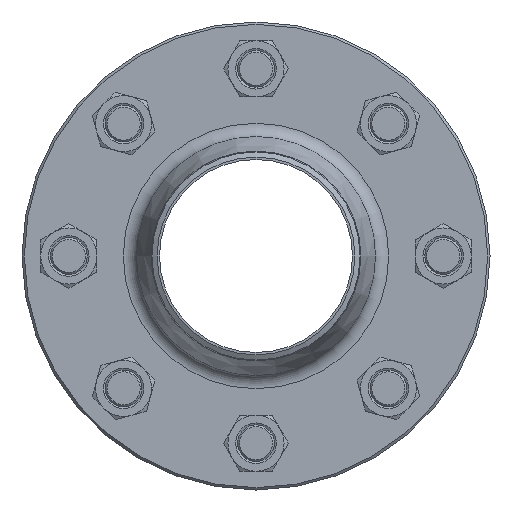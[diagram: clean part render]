
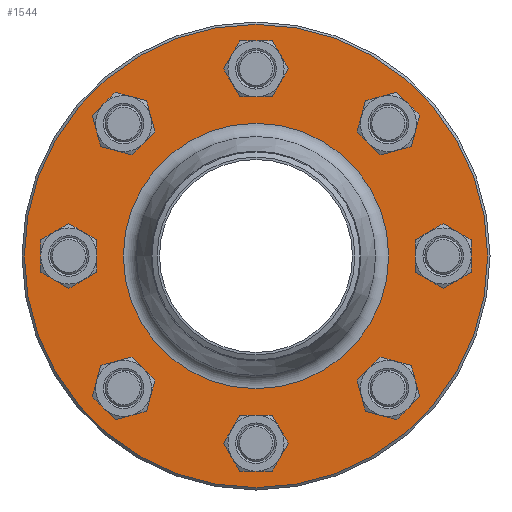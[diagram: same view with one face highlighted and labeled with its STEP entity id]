
A CAD part, left-side view. The second image highlights one B-rep face of the part: STEP entity #1544.
In plain terms, the highlighted planar face has unit normal (-1, 0, 0).
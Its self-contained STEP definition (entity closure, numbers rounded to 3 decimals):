
#1109=FACE_BOUND('',#2549,.T.);
#1110=FACE_BOUND('',#2550,.T.);
#1111=FACE_BOUND('',#2551,.T.);
#1112=FACE_BOUND('',#2552,.T.);
#1113=FACE_BOUND('',#2553,.T.);
#1114=FACE_BOUND('',#2554,.T.);
#1115=FACE_BOUND('',#2555,.T.);
#1116=FACE_BOUND('',#2556,.T.);
#1117=FACE_BOUND('',#2557,.T.);
#1118=FACE_BOUND('',#2558,.T.);
#1544=ADVANCED_FACE('',(#1109,#1110,#1111,#1112,#1113,#1114,#1115,#1116,
#1117,#1118),#2030,.F.);
#2030=PLANE('',#6781);
#2549=EDGE_LOOP('',(#3317));
#2550=EDGE_LOOP('',(#3318));
#2551=EDGE_LOOP('',(#3319));
#2552=EDGE_LOOP('',(#3320));
#2553=EDGE_LOOP('',(#3321));
#2554=EDGE_LOOP('',(#3322));
#2555=EDGE_LOOP('',(#3323));
#2556=EDGE_LOOP('',(#3324));
#2557=EDGE_LOOP('',(#3325));
#2558=EDGE_LOOP('',(#3326));
#3317=ORIENTED_EDGE('',*,*,#5507,.T.);
#3318=ORIENTED_EDGE('',*,*,#5508,.T.);
#3319=ORIENTED_EDGE('',*,*,#5509,.T.);
#3320=ORIENTED_EDGE('',*,*,#5510,.T.);
#3321=ORIENTED_EDGE('',*,*,#5511,.T.);
#3322=ORIENTED_EDGE('',*,*,#5512,.T.);
#3323=ORIENTED_EDGE('',*,*,#5513,.T.);
#3324=ORIENTED_EDGE('',*,*,#5514,.T.);
#3325=ORIENTED_EDGE('',*,*,#5515,.T.);
#3326=ORIENTED_EDGE('',*,*,#5506,.T.);
#4940=VERTEX_POINT('',#9797);
#4941=VERTEX_POINT('',#9800);
#4942=VERTEX_POINT('',#9802);
#4943=VERTEX_POINT('',#9804);
#4944=VERTEX_POINT('',#9806);
#4945=VERTEX_POINT('',#9808);
#4946=VERTEX_POINT('',#9810);
#4947=VERTEX_POINT('',#9812);
#4948=VERTEX_POINT('',#9814);
#4949=VERTEX_POINT('',#9816);
#5506=EDGE_CURVE('',#4940,#4940,#6326,.T.);
#5507=EDGE_CURVE('',#4941,#4941,#6327,.T.);
#5508=EDGE_CURVE('',#4942,#4942,#6328,.T.);
#5509=EDGE_CURVE('',#4943,#4943,#6329,.T.);
#5510=EDGE_CURVE('',#4944,#4944,#6330,.T.);
#5511=EDGE_CURVE('',#4945,#4945,#6331,.T.);
#5512=EDGE_CURVE('',#4946,#4946,#6332,.T.);
#5513=EDGE_CURVE('',#4947,#4947,#6333,.T.);
#5514=EDGE_CURVE('',#4948,#4948,#6334,.T.);
#5515=EDGE_CURVE('',#4949,#4949,#6335,.T.);
#6326=CIRCLE('',#6770,56.694);
#6327=CIRCLE('',#6772,99.);
#6328=CIRCLE('',#6773,10.);
#6329=CIRCLE('',#6774,10.);
#6330=CIRCLE('',#6775,10.);
#6331=CIRCLE('',#6776,10.);
#6332=CIRCLE('',#6777,10.);
#6333=CIRCLE('',#6778,10.);
#6334=CIRCLE('',#6779,10.);
#6335=CIRCLE('',#6780,10.);
#6770=AXIS2_PLACEMENT_3D('',#9796,#7760,#7761);
#6772=AXIS2_PLACEMENT_3D('',#9799,#7764,#7765);
#6773=AXIS2_PLACEMENT_3D('',#9801,#7766,#7767);
#6774=AXIS2_PLACEMENT_3D('',#9803,#7768,#7769);
#6775=AXIS2_PLACEMENT_3D('',#9805,#7770,#7771);
#6776=AXIS2_PLACEMENT_3D('',#9807,#7772,#7773);
#6777=AXIS2_PLACEMENT_3D('',#9809,#7774,#7775);
#6778=AXIS2_PLACEMENT_3D('',#9811,#7776,#7777);
#6779=AXIS2_PLACEMENT_3D('',#9813,#7778,#7779);
#6780=AXIS2_PLACEMENT_3D('',#9815,#7780,#7781);
#6781=AXIS2_PLACEMENT_3D('',#9817,#7782,#7783);
#7760=DIRECTION('',(1.,0.,0.));
#7761=DIRECTION('',(0.,-1.,0.));
#7764=DIRECTION('',(-1.,0.,0.));
#7765=DIRECTION('',(0.,-1.,0.));
#7766=DIRECTION('',(1.,0.,0.));
#7767=DIRECTION('',(0.,-1.,0.));
#7768=DIRECTION('',(1.,0.,0.));
#7769=DIRECTION('',(0.,-1.,0.));
#7770=DIRECTION('',(1.,0.,0.));
#7771=DIRECTION('',(0.,-1.,0.));
#7772=DIRECTION('',(1.,0.,0.));
#7773=DIRECTION('',(0.,-1.,0.));
#7774=DIRECTION('',(1.,0.,0.));
#7775=DIRECTION('',(0.,-1.,0.));
#7776=DIRECTION('',(1.,0.,0.));
#7777=DIRECTION('',(0.,-1.,0.));
#7778=DIRECTION('',(1.,0.,0.));
#7779=DIRECTION('',(0.,-1.,0.));
#7780=DIRECTION('',(1.,0.,0.));
#7781=DIRECTION('',(0.,-1.,0.));
#7782=DIRECTION('',(1.,0.,0.));
#7783=DIRECTION('',(0.,-1.,0.));
#9796=CARTESIAN_POINT('',(-22.,0.,0.));
#9797=CARTESIAN_POINT('',(-22.,-56.694,0.));
#9799=CARTESIAN_POINT('',(-22.,0.,0.));
#9800=CARTESIAN_POINT('',(-22.,-99.,0.));
#9801=CARTESIAN_POINT('',(-22.,56.569,-56.569));
#9802=CARTESIAN_POINT('',(-22.,46.569,-56.569));
#9803=CARTESIAN_POINT('',(-22.,80.,0.));
#9804=CARTESIAN_POINT('',(-22.,70.,0.));
#9805=CARTESIAN_POINT('',(-22.,56.569,56.569));
#9806=CARTESIAN_POINT('',(-22.,46.569,56.569));
#9807=CARTESIAN_POINT('',(-22.,0.,80.));
#9808=CARTESIAN_POINT('',(-22.,-10.,80.));
#9809=CARTESIAN_POINT('',(-22.,-56.569,56.569));
#9810=CARTESIAN_POINT('',(-22.,-66.569,56.569));
#9811=CARTESIAN_POINT('',(-22.,-80.,0.));
#9812=CARTESIAN_POINT('',(-22.,-90.,0.));
#9813=CARTESIAN_POINT('',(-22.,-56.569,-56.569));
#9814=CARTESIAN_POINT('',(-22.,-66.569,-56.569));
#9815=CARTESIAN_POINT('',(-22.,0.,-80.));
#9816=CARTESIAN_POINT('',(-22.,-10.,-80.));
#9817=CARTESIAN_POINT('',(-22.,0.,-56.694));
